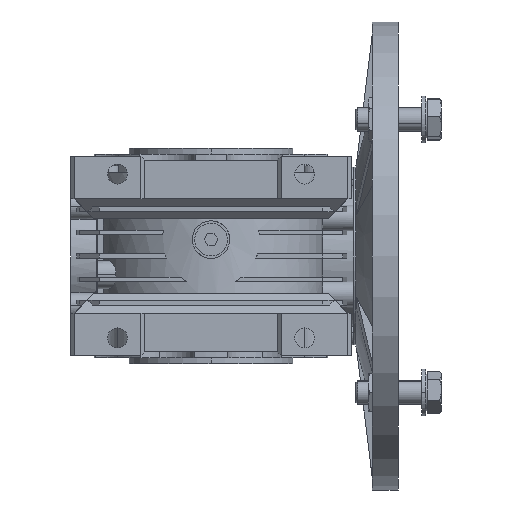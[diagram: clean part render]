
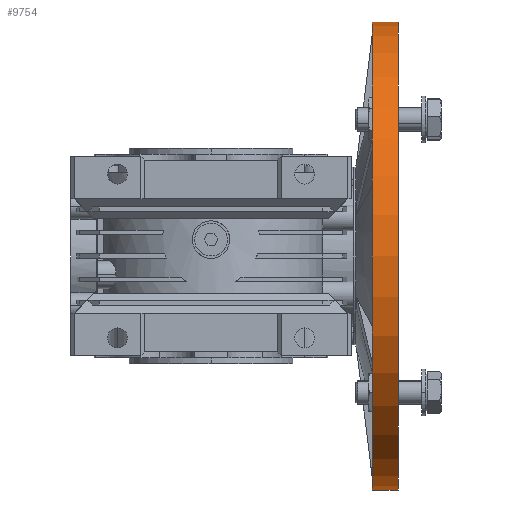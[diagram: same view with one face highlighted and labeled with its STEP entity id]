
A CAD part, front view. The second image highlights one B-rep face of the part: STEP entity #9754.
In plain terms, the highlighted cylindrical face has radius 100 mm (diameter 200 mm), a partial arc.
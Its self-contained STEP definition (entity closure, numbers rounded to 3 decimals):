
#363 = CIRCLE ( 'NONE', #13830, 100. ) ;
#563 = CARTESIAN_POINT ( 'NONE',  ( 69., 50., 100. ) ) ;
#2001 = DIRECTION ( 'NONE',  ( 0., 0., -1. ) ) ;
#2198 = DIRECTION ( 'NONE',  ( -1., 0., 0. ) ) ;
#4532 = VERTEX_POINT ( 'NONE', #6094 ) ;
#5036 = ORIENTED_EDGE ( 'NONE', *, *, #6941, .F. ) ;
#6094 = CARTESIAN_POINT ( 'NONE',  ( 80., 50., 100. ) ) ;
#6941 = EDGE_CURVE ( 'NONE', #28672, #4532, #9889, .T. ) ;
#7467 = AXIS2_PLACEMENT_3D ( 'NONE', #32305, #36646, #8080 ) ;
#8080 = DIRECTION ( 'NONE',  ( 0., 0., -1. ) ) ;
#8614 = EDGE_CURVE ( 'NONE', #28672, #12902, #27882, .T. ) ;
#8687 = VECTOR ( 'NONE', #24622, 1000. ) ;
#8702 = AXIS2_PLACEMENT_3D ( 'NONE', #19448, #17217, #2001 ) ;
#9754 = ADVANCED_FACE ( 'NONE', ( #10512 ), #13918, .T. ) ;
#9889 = LINE ( 'NONE', #22079, #26332 ) ;
#10512 = FACE_OUTER_BOUND ( 'NONE', #33275, .T. ) ;
#12030 = CARTESIAN_POINT ( 'NONE',  ( 84., 50., -100. ) ) ;
#12902 = VERTEX_POINT ( 'NONE', #13467 ) ;
#13467 = CARTESIAN_POINT ( 'NONE',  ( 69., 50., -100. ) ) ;
#13830 = AXIS2_PLACEMENT_3D ( 'NONE', #39025, #2198, #23599 ) ;
#13918 = CYLINDRICAL_SURFACE ( 'NONE', #7467, 100. ) ;
#15411 = LINE ( 'NONE', #12030, #8687 ) ;
#17217 = DIRECTION ( 'NONE',  ( 1., 0., 0. ) ) ;
#17723 = ORIENTED_EDGE ( 'NONE', *, *, #29098, .T. ) ;
#18680 = ORIENTED_EDGE ( 'NONE', *, *, #34694, .T. ) ;
#19448 = CARTESIAN_POINT ( 'NONE',  ( 69., 50., 0. ) ) ;
#22079 = CARTESIAN_POINT ( 'NONE',  ( 84., 50., 100. ) ) ;
#23599 = DIRECTION ( 'NONE',  ( 0., 0., -1. ) ) ;
#24426 = ORIENTED_EDGE ( 'NONE', *, *, #8614, .T. ) ;
#24622 = DIRECTION ( 'NONE',  ( 1., 0., 0. ) ) ;
#26332 = VECTOR ( 'NONE', #34098, 1000. ) ;
#27882 = CIRCLE ( 'NONE', #8702, 100. ) ;
#28672 = VERTEX_POINT ( 'NONE', #563 ) ;
#29098 = EDGE_CURVE ( 'NONE', #32091, #4532, #363, .T. ) ;
#32091 = VERTEX_POINT ( 'NONE', #37621 ) ;
#32305 = CARTESIAN_POINT ( 'NONE',  ( 84., 50., 0. ) ) ;
#33275 = EDGE_LOOP ( 'NONE', ( #5036, #24426, #18680, #17723 ) ) ;
#34098 = DIRECTION ( 'NONE',  ( 1., 0., 0. ) ) ;
#34694 = EDGE_CURVE ( 'NONE', #12902, #32091, #15411, .T. ) ;
#36646 = DIRECTION ( 'NONE',  ( 1., 0., 0. ) ) ;
#37621 = CARTESIAN_POINT ( 'NONE',  ( 80., 50., -100. ) ) ;
#39025 = CARTESIAN_POINT ( 'NONE',  ( 80., 50., 0. ) ) ;
